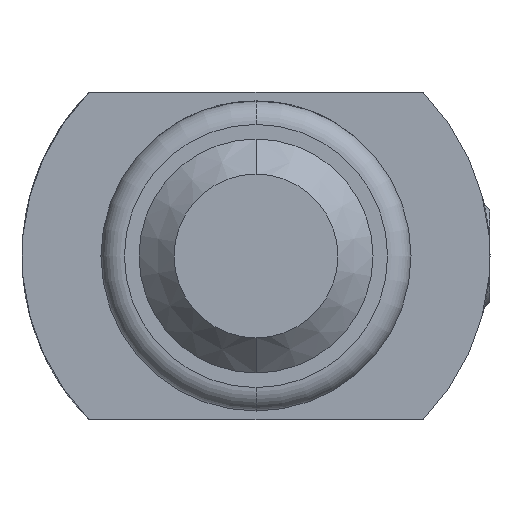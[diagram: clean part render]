
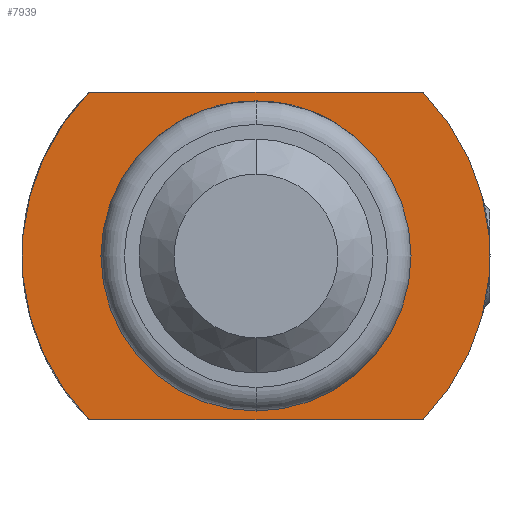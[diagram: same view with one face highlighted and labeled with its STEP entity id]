
A CAD part, front view. The second image highlights one B-rep face of the part: STEP entity #7939.
In plain terms, the highlighted planar face has unit normal (0, -1, 0).
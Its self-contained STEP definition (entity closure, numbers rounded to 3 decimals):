
#149 = AXIS2_PLACEMENT_3D ( 'NONE', #7596, #8319, #3737 ) ;
#165 = DIRECTION ( 'NONE',  ( 0., 0., -1. ) ) ;
#211 = DIRECTION ( 'NONE',  ( 0., -1., 0. ) ) ;
#229 = CARTESIAN_POINT ( 'NONE',  ( 0., -7.5, 0. ) ) ;
#506 = CIRCLE ( 'NONE', #5570, 2. ) ;
#862 = CARTESIAN_POINT ( 'NONE',  ( -1.428, -7.5, -1.4 ) ) ;
#890 = CARTESIAN_POINT ( 'NONE',  ( 0., -7.5, 1.4 ) ) ;
#1114 = EDGE_CURVE ( 'Defeature ausgef�hrt2_7+Defeature ausgef�hrt2_5+Defeature ausgef�hrt2_5+Defeature ausgef�hrt2_5', #3904, #8905, #8079, .T. ) ;
#1172 = VECTOR ( 'NONE', #7206, 1000. ) ;
#1415 = DIRECTION ( 'NONE',  ( 0., 0., -1. ) ) ;
#1484 = CARTESIAN_POINT ( 'NONE',  ( 0., -7.5, 0. ) ) ;
#1556 = EDGE_CURVE ( 'Defeature ausgef�hrt2_5+Defeature ausgef�hrt2_0+Defeature ausgef�hrt2_9+Defeature ausgef�hrt2_8', #6943, #6118, #506, .T. ) ;
#1610 = DIRECTION ( 'NONE',  ( -1., 0., 0. ) ) ;
#1613 = CARTESIAN_POINT ( 'NONE',  ( 0., -7.5, 0. ) ) ;
#2400 = VERTEX_POINT ( 'NONE', #5937 ) ;
#2551 = ORIENTED_EDGE ( 'NONE', *, *, #5149, .T. ) ;
#2811 = AXIS2_PLACEMENT_3D ( 'NONE', #1613, #211, #165 ) ;
#3132 = ORIENTED_EDGE ( 'NONE', *, *, #7687, .T. ) ;
#3277 = DIRECTION ( 'NONE',  ( 0., -1., 0. ) ) ;
#3372 = CARTESIAN_POINT ( 'NONE',  ( 0., -7.5, 0. ) ) ;
#3418 = CARTESIAN_POINT ( 'NONE',  ( 0., -7.5, -1.4 ) ) ;
#3737 = DIRECTION ( 'NONE',  ( 0., 0., -1. ) ) ;
#3832 = AXIS2_PLACEMENT_3D ( 'NONE', #1484, #7614, #1415 ) ;
#3904 = VERTEX_POINT ( 'NONE', #7539 ) ;
#3975 = DIRECTION ( 'NONE',  ( 0., -1., 0. ) ) ;
#4830 = CARTESIAN_POINT ( 'NONE',  ( 0., -7.5, 1.325 ) ) ;
#5000 = ORIENTED_EDGE ( 'NONE', *, *, #8326, .F. ) ;
#5069 = VECTOR ( 'NONE', #1610, 1000. ) ;
#5149 = EDGE_CURVE ( 'Defeature ausgef�hrt2_5+Defeature ausgef�hrt2_9+Defeature ausgef�hrt2_1+Defeature ausgef�hrt2_0', #9431, #6943, #7101, .T. ) ;
#5178 = ORIENTED_EDGE ( 'NONE', *, *, #1114, .F. ) ;
#5205 = LINE ( 'NONE', #3418, #1172 ) ;
#5402 = CIRCLE ( 'NONE', #2811, 1.325 ) ;
#5535 = DIRECTION ( 'NONE',  ( 0., 0., -1. ) ) ;
#5560 = PLANE ( 'NONE',  #6432 ) ;
#5569 = DIRECTION ( 'NONE',  ( 0., 0., -1. ) ) ;
#5570 = AXIS2_PLACEMENT_3D ( 'NONE', #3372, #3277, #5569 ) ;
#5825 = CARTESIAN_POINT ( 'NONE',  ( 1.428, -7.5, 1.4 ) ) ;
#5937 = CARTESIAN_POINT ( 'NONE',  ( 1.428, -7.5, -1.4 ) ) ;
#5971 = EDGE_LOOP ( 'NONE', ( #8747, #2551, #6562, #3132 ) ) ;
#6052 = EDGE_CURVE ( 'Defeature ausgef�hrt2_5+Defeature ausgef�hrt2_1+Defeature ausgef�hrt2_8+Defeature ausgef�hrt2_9', #2400, #9431, #7679, .T. ) ;
#6118 = VERTEX_POINT ( 'NONE', #862 ) ;
#6432 = AXIS2_PLACEMENT_3D ( 'NONE', #229, #3975, #5535 ) ;
#6562 = ORIENTED_EDGE ( 'NONE', *, *, #1556, .T. ) ;
#6726 = FACE_BOUND ( 'NONE', #7689, .T. ) ;
#6868 = CARTESIAN_POINT ( 'NONE',  ( -1.428, -7.5, 1.4 ) ) ;
#6943 = VERTEX_POINT ( 'NONE', #6868 ) ;
#7101 = LINE ( 'NONE', #890, #5069 ) ;
#7206 = DIRECTION ( 'NONE',  ( 1., 0., 0. ) ) ;
#7539 = CARTESIAN_POINT ( 'NONE',  ( 0., -7.5, -1.325 ) ) ;
#7596 = CARTESIAN_POINT ( 'NONE',  ( 0., -7.5, 0. ) ) ;
#7614 = DIRECTION ( 'NONE',  ( 0., -1., 0. ) ) ;
#7679 = CIRCLE ( 'NONE', #149, 2. ) ;
#7687 = EDGE_CURVE ( 'Defeature ausgef�hrt2_5+Defeature ausgef�hrt2_8+Defeature ausgef�hrt2_0+Defeature ausgef�hrt2_1', #6118, #2400, #5205, .T. ) ;
#7689 = EDGE_LOOP ( 'NONE', ( #5000, #5178 ) ) ;
#7939 = ADVANCED_FACE ( 'Defeature ausgef�hrt2_5', ( #6726, #8485 ), #5560, .T. ) ;
#8079 = CIRCLE ( 'NONE', #3832, 1.325 ) ;
#8319 = DIRECTION ( 'NONE',  ( 0., -1., 0. ) ) ;
#8326 = EDGE_CURVE ( 'Defeature ausgef�hrt2_7+Defeature ausgef�hrt2_5+Defeature ausgef�hrt2_5+Defeature ausgef�hrt2_5', #8905, #3904, #5402, .T. ) ;
#8485 = FACE_OUTER_BOUND ( 'NONE', #5971, .T. ) ;
#8747 = ORIENTED_EDGE ( 'NONE', *, *, #6052, .T. ) ;
#8905 = VERTEX_POINT ( 'NONE', #4830 ) ;
#9431 = VERTEX_POINT ( 'NONE', #5825 ) ;
